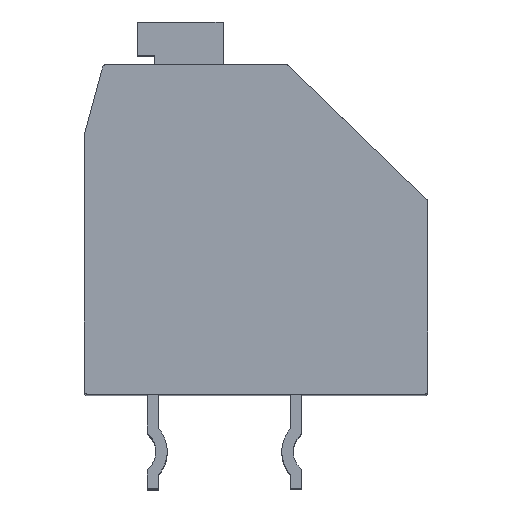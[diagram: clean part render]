
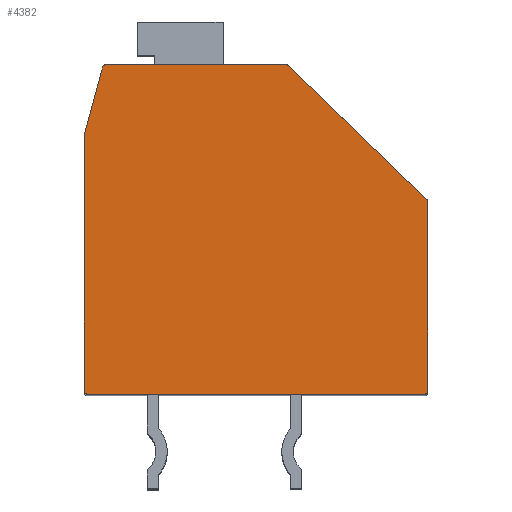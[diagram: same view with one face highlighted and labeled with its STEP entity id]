
A CAD part, top view. The second image highlights one B-rep face of the part: STEP entity #4382.
In plain terms, the highlighted planar face has unit normal (0, 0, 1).
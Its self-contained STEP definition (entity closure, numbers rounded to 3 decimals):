
#279=CARTESIAN_POINT('',(5.9,0.978,2.75));
#280=DIRECTION('',(0.,0.,1.));
#281=DIRECTION('',(1.,0.,0.));
#282=AXIS2_PLACEMENT_3D('',#279,#280,#281);
#284=DIRECTION('',(0.,1.,0.));
#285=VECTOR('',#284,6.628);
#286=CARTESIAN_POINT('',(6.,-5.65,2.75));
#287=LINE('',#286,#285);
#288=CARTESIAN_POINT('',(5.9,-5.65,2.75));
#289=DIRECTION('',(0.,0.,1.));
#290=DIRECTION('',(0.,-1.,0.));
#291=AXIS2_PLACEMENT_3D('',#288,#289,#290);
#293=DIRECTION('',(1.,0.,0.));
#294=VECTOR('',#293,11.8);
#295=CARTESIAN_POINT('',(-5.9,-5.75,2.75));
#296=LINE('',#295,#294);
#297=CARTESIAN_POINT('',(-5.9,-5.65,2.75));
#298=DIRECTION('',(0.,0.,1.));
#299=DIRECTION('',(-1.,0.,0.));
#300=AXIS2_PLACEMENT_3D('',#297,#298,#299);
#302=DIRECTION('',(0.,-1.,0.));
#303=VECTOR('',#302,8.937);
#304=CARTESIAN_POINT('',(-6.,3.287,2.75));
#305=LINE('',#304,#303);
#306=CARTESIAN_POINT('',(-5.9,3.287,2.75));
#307=DIRECTION('',(0.,0.,-1.));
#308=DIRECTION('',(-1.,0.,0.));
#309=AXIS2_PLACEMENT_3D('',#306,#307,#308);
#311=DIRECTION('',(-0.26,-0.966,0.));
#312=VECTOR('',#311,2.447);
#313=CARTESIAN_POINT('',(-5.36,5.676,2.75));
#314=LINE('',#313,#312);
#315=CARTESIAN_POINT('',(-5.263,5.65,2.75));
#316=DIRECTION('',(0.,0.,1.));
#317=DIRECTION('',(0.,1.,0.));
#318=AXIS2_PLACEMENT_3D('',#315,#316,#317);
#320=DIRECTION('',(-1.,0.,0.));
#321=VECTOR('',#320,6.323);
#322=CARTESIAN_POINT('',(1.06,5.75,2.75));
#323=LINE('',#322,#321);
#324=CARTESIAN_POINT('',(1.06,5.65,2.75));
#325=DIRECTION('',(0.,0.,1.));
#326=DIRECTION('',(0.695,0.719,0.));
#327=AXIS2_PLACEMENT_3D('',#324,#325,#326);
#329=DIRECTION('',(-0.719,0.695,0.));
#330=VECTOR('',#329,6.728);
#331=CARTESIAN_POINT('',(5.969,1.049,2.75));
#332=LINE('',#331,#330);
#3191=CARTESIAN_POINT('',(6.,0.978,2.75));
#3192=VERTEX_POINT('',#3191);
#3193=CARTESIAN_POINT('',(5.969,1.049,2.75));
#3194=VERTEX_POINT('',#3193);
#3199=CARTESIAN_POINT('',(5.9,-5.75,2.75));
#3200=VERTEX_POINT('',#3199);
#3201=CARTESIAN_POINT('',(6.,-5.65,2.75));
#3202=VERTEX_POINT('',#3201);
#3207=CARTESIAN_POINT('',(1.129,5.722,2.75));
#3208=CARTESIAN_POINT('',(1.06,5.75,2.75));
#3209=VERTEX_POINT('',#3207);
#3210=VERTEX_POINT('',#3208);
#3211=CARTESIAN_POINT('',(-5.263,5.75,2.75));
#3212=CARTESIAN_POINT('',(-5.36,5.676,2.75));
#3213=VERTEX_POINT('',#3211);
#3214=VERTEX_POINT('',#3212);
#3219=CARTESIAN_POINT('',(-6.,3.287,2.75));
#3221=VERTEX_POINT('',#3219);
#3225=CARTESIAN_POINT('',(-5.997,3.313,2.75));
#3226=VERTEX_POINT('',#3225);
#3231=CARTESIAN_POINT('',(-6.,-5.65,2.75));
#3232=VERTEX_POINT('',#3231);
#3233=CARTESIAN_POINT('',(-5.9,-5.75,2.75));
#3234=VERTEX_POINT('',#3233);
#4360=CARTESIAN_POINT('',(0.,0.,2.75));
#4361=DIRECTION('',(0.,0.,1.));
#4362=DIRECTION('',(1.,0.,0.));
#4363=AXIS2_PLACEMENT_3D('',#4360,#4361,#4362);
#4364=PLANE('',#4363);
#4365=ORIENTED_EDGE('',*,*,#4121,.F.);
#4366=ORIENTED_EDGE('',*,*,#4137,.F.);
#4367=ORIENTED_EDGE('',*,*,#4150,.F.);
#4368=ORIENTED_EDGE('',*,*,#4165,.F.);
#4369=ORIENTED_EDGE('',*,*,#4298,.F.);
#4370=ORIENTED_EDGE('',*,*,#4311,.F.);
#4371=ORIENTED_EDGE('',*,*,#4327,.T.);
#4372=ORIENTED_EDGE('',*,*,#4339,.F.);
#4373=ORIENTED_EDGE('',*,*,#4351,.F.);
#4375=ORIENTED_EDGE('',*,*,#4374,.F.);
#4377=ORIENTED_EDGE('',*,*,#4376,.F.);
#4379=ORIENTED_EDGE('',*,*,#4378,.F.);
#4380=EDGE_LOOP('',(#4365,#4366,#4367,#4368,#4369,#4370,#4371,#4372,#4373,#4375,
#4377,#4379));
#4381=FACE_OUTER_BOUND('',#4380,.F.);
#4382=ADVANCED_FACE('',(#4381),#4364,.T.);
#283=CIRCLE('',#282,0.1);
#292=CIRCLE('',#291,0.1);
#301=CIRCLE('',#300,0.1);
#310=CIRCLE('',#309,0.1);
#319=CIRCLE('',#318,0.1);
#328=CIRCLE('',#327,0.1);
#4121=EDGE_CURVE('',#3192,#3194,#283,.T.);
#4137=EDGE_CURVE('',#3202,#3192,#287,.T.);
#4150=EDGE_CURVE('',#3200,#3202,#292,.T.);
#4165=EDGE_CURVE('',#3234,#3200,#296,.T.);
#4298=EDGE_CURVE('',#3232,#3234,#301,.T.);
#4311=EDGE_CURVE('',#3221,#3232,#305,.T.);
#4327=EDGE_CURVE('',#3221,#3226,#310,.T.);
#4339=EDGE_CURVE('',#3214,#3226,#314,.T.);
#4351=EDGE_CURVE('',#3213,#3214,#319,.T.);
#4374=EDGE_CURVE('',#3210,#3213,#323,.T.);
#4376=EDGE_CURVE('',#3209,#3210,#328,.T.);
#4378=EDGE_CURVE('',#3194,#3209,#332,.T.);
